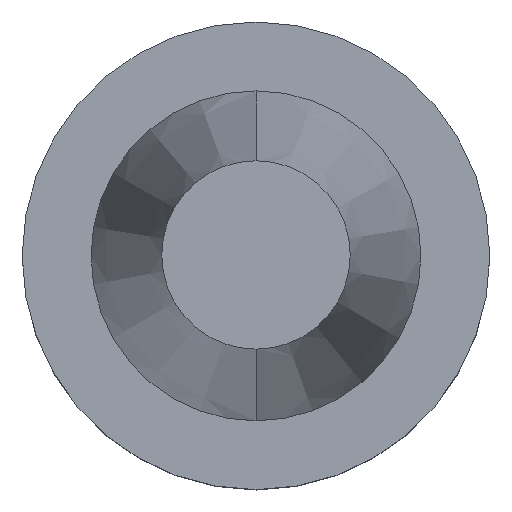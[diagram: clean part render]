
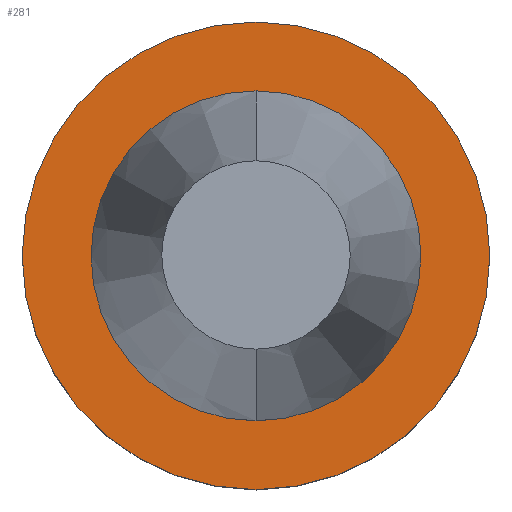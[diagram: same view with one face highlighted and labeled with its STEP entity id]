
A CAD part, top view. The second image highlights one B-rep face of the part: STEP entity #281.
In plain terms, the highlighted planar face has unit normal (0, 0, 1).
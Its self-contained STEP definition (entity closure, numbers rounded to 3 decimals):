
#16 = VERTEX_POINT ( 'NONE', #549 ) ;
#20 = DIRECTION ( 'NONE',  ( 0., 0., 1. ) ) ;
#35 = DIRECTION ( 'NONE',  ( 0., -1., 0. ) ) ;
#45 = CARTESIAN_POINT ( 'NONE',  ( 0., 0., -1. ) ) ;
#49 = CARTESIAN_POINT ( 'NONE',  ( 0., 0., -1. ) ) ;
#81 = ORIENTED_EDGE ( 'NONE', *, *, #257, .T. ) ;
#102 = DIRECTION ( 'NONE',  ( 0., 1., 0. ) ) ;
#114 = VERTEX_POINT ( 'NONE', #747 ) ;
#115 = CARTESIAN_POINT ( 'NONE',  ( 0., 31.5, -1. ) ) ;
#166 = CARTESIAN_POINT ( 'NONE',  ( 0., 31.5, -1. ) ) ;
#178 = DIRECTION ( 'NONE',  ( 0., 0., 1. ) ) ;
#216 = EDGE_CURVE ( 'NONE', #572, #16, #515, .T. ) ;
#241 = DIRECTION ( 'NONE',  ( 0., 0., 1. ) ) ;
#250 = AXIS2_PLACEMENT_3D ( 'NONE', #45, #178, #581 ) ;
#257 = EDGE_CURVE ( 'NONE', #114, #508, #383, .T. ) ;
#262 = AXIS2_PLACEMENT_3D ( 'NONE', #166, #464, #102 ) ;
#281 = ADVANCED_FACE ( 'NONE', ( #635, #709 ), #292, .F. ) ;
#292 = PLANE ( 'NONE',  #262 ) ;
#353 = ORIENTED_EDGE ( 'NONE', *, *, #216, .F. ) ;
#383 = CIRCLE ( 'NONE', #250, 31.5 ) ;
#409 = AXIS2_PLACEMENT_3D ( 'NONE', #49, #241, #474 ) ;
#410 = CIRCLE ( 'NONE', #721, 31.5 ) ;
#437 = CARTESIAN_POINT ( 'NONE',  ( 0., -22.225, -1. ) ) ;
#463 = DIRECTION ( 'NONE',  ( 0., -1., 0. ) ) ;
#464 = DIRECTION ( 'NONE',  ( 0., 0., -1. ) ) ;
#474 = DIRECTION ( 'NONE',  ( 0., -1., 0. ) ) ;
#490 = EDGE_CURVE ( 'NONE', #16, #572, #533, .T. ) ;
#504 = ORIENTED_EDGE ( 'NONE', *, *, #748, .T. ) ;
#508 = VERTEX_POINT ( 'NONE', #115 ) ;
#515 = CIRCLE ( 'NONE', #409, 22.225 ) ;
#533 = CIRCLE ( 'NONE', #626, 22.225 ) ;
#535 = CARTESIAN_POINT ( 'NONE',  ( 0., 0., -1. ) ) ;
#540 = EDGE_LOOP ( 'NONE', ( #353, #740 ) ) ;
#549 = CARTESIAN_POINT ( 'NONE',  ( 0., 22.225, -1. ) ) ;
#572 = VERTEX_POINT ( 'NONE', #437 ) ;
#581 = DIRECTION ( 'NONE',  ( 0., -1., 0. ) ) ;
#626 = AXIS2_PLACEMENT_3D ( 'NONE', #535, #642, #463 ) ;
#635 = FACE_BOUND ( 'NONE', #540, .T. ) ;
#642 = DIRECTION ( 'NONE',  ( 0., 0., 1. ) ) ;
#666 = EDGE_LOOP ( 'NONE', ( #81, #504 ) ) ;
#687 = CARTESIAN_POINT ( 'NONE',  ( 0., 0., -1. ) ) ;
#709 = FACE_OUTER_BOUND ( 'NONE', #666, .T. ) ;
#721 = AXIS2_PLACEMENT_3D ( 'NONE', #687, #20, #35 ) ;
#740 = ORIENTED_EDGE ( 'NONE', *, *, #490, .F. ) ;
#747 = CARTESIAN_POINT ( 'NONE',  ( 0., -31.5, -1. ) ) ;
#748 = EDGE_CURVE ( 'NONE', #508, #114, #410, .T. ) ;
